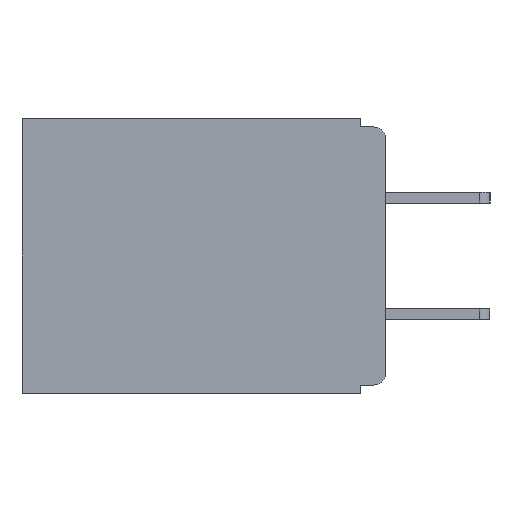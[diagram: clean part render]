
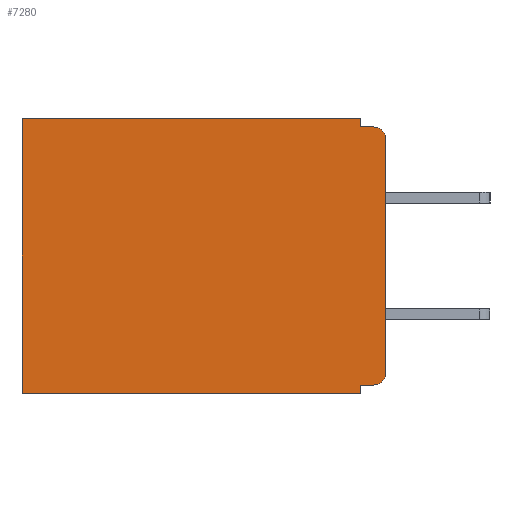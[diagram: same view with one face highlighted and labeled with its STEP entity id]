
A CAD part, left-side view. The second image highlights one B-rep face of the part: STEP entity #7280.
In plain terms, the highlighted planar face has unit normal (-1, 0, 0).
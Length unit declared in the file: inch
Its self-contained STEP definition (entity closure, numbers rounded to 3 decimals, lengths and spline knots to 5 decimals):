
#326 = CARTESIAN_POINT ( 'NONE',  ( 0.3, 0.031, 0. ) ) ;
#638 = DIRECTION ( 'NONE',  ( 0., 1., 0. ) ) ;
#664 = DIRECTION ( 'NONE',  ( 0., 0., -1. ) ) ;
#1477 = EDGE_CURVE ( 'NONE', #26442, #31327, #29211, .T. ) ;
#1496 = LINE ( 'NONE', #31436, #21140 ) ;
#1888 = ORIENTED_EDGE ( 'NONE', *, *, #16031, .F. ) ;
#2274 = LINE ( 'NONE', #15149, #28820 ) ;
#2501 = VECTOR ( 'NONE', #31545, 39.37008 ) ;
#3886 = DIRECTION ( 'NONE',  ( 1., 0., 0. ) ) ;
#4918 = DIRECTION ( 'NONE',  ( 0., 1., 0. ) ) ;
#5486 = ORIENTED_EDGE ( 'NONE', *, *, #5881, .F. ) ;
#5487 = LINE ( 'NONE', #9610, #18306 ) ;
#5537 = EDGE_CURVE ( 'NONE', #26442, #12389, #11941, .T. ) ;
#5703 = ORIENTED_EDGE ( 'NONE', *, *, #23136, .F. ) ;
#5881 = EDGE_CURVE ( 'NONE', #27241, #9869, #1496, .T. ) ;
#6205 = EDGE_CURVE ( 'NONE', #10418, #29322, #5487, .T. ) ;
#6319 = PLANE ( 'NONE',  #14418 ) ;
#7022 = CARTESIAN_POINT ( 'NONE',  ( 0.3, 0., -0.305 ) ) ;
#7280 = ADVANCED_FACE ( 'NONE', ( #31521 ), #6319, .F. ) ;
#7853 = VECTOR ( 'NONE', #29441, 39.37008 ) ;
#8760 = CARTESIAN_POINT ( 'NONE',  ( 0.3, 0.015, -0.305 ) ) ;
#9523 = LINE ( 'NONE', #30470, #10299 ) ;
#9610 = CARTESIAN_POINT ( 'NONE',  ( 0.3, 0., -0.33 ) ) ;
#9869 = VERTEX_POINT ( 'NONE', #13281 ) ;
#10299 = VECTOR ( 'NONE', #33024, 39.37008 ) ;
#10418 = VERTEX_POINT ( 'NONE', #26290 ) ;
#11309 = DIRECTION ( 'NONE',  ( 0., 0., -1. ) ) ;
#11430 = EDGE_LOOP ( 'NONE', ( #11908, #18705, #1888, #5703, #21828, #17821, #13846, #22765, #5486, #14235 ) ) ;
#11458 = CARTESIAN_POINT ( 'NONE',  ( 0.3, 0., -0.33 ) ) ;
#11908 = ORIENTED_EDGE ( 'NONE', *, *, #1477, .F. ) ;
#11941 = CIRCLE ( 'NONE', #23617, 0.015 ) ;
#12077 = EDGE_CURVE ( 'NONE', #26160, #29322, #9523, .T. ) ;
#12136 = CARTESIAN_POINT ( 'NONE',  ( 0.3, 0.015, -0.025 ) ) ;
#12389 = VERTEX_POINT ( 'NONE', #21429 ) ;
#12516 = CARTESIAN_POINT ( 'NONE',  ( 0.3, 0., 0. ) ) ;
#13281 = CARTESIAN_POINT ( 'NONE',  ( 0.3, 0.031, -0.32 ) ) ;
#13558 = CARTESIAN_POINT ( 'NONE',  ( 0.3, 0.031, -0.33 ) ) ;
#13846 = ORIENTED_EDGE ( 'NONE', *, *, #6205, .F. ) ;
#13850 = CARTESIAN_POINT ( 'NONE',  ( 0.3, 0.437, 0. ) ) ;
#14235 = ORIENTED_EDGE ( 'NONE', *, *, #15470, .T. ) ;
#14418 = AXIS2_PLACEMENT_3D ( 'NONE', #11458, #3886, #21790 ) ;
#14700 = DIRECTION ( 'NONE',  ( 0., 0., -1. ) ) ;
#15149 = CARTESIAN_POINT ( 'NONE',  ( 0.3, 0., -0.01 ) ) ;
#15470 = EDGE_CURVE ( 'NONE', #27241, #31327, #25192, .T. ) ;
#16031 = EDGE_CURVE ( 'NONE', #29805, #12389, #2274, .T. ) ;
#16772 = VECTOR ( 'NONE', #664, 39.37008 ) ;
#17721 = DIRECTION ( 'NONE',  ( 0., -1., 0. ) ) ;
#17761 = VECTOR ( 'NONE', #4918, 39.37008 ) ;
#17821 = ORIENTED_EDGE ( 'NONE', *, *, #12077, .T. ) ;
#18306 = VECTOR ( 'NONE', #19942, 39.37008 ) ;
#18705 = ORIENTED_EDGE ( 'NONE', *, *, #5537, .T. ) ;
#18872 = AXIS2_PLACEMENT_3D ( 'NONE', #8760, #26745, #11309 ) ;
#19417 = LINE ( 'NONE', #12516, #17761 ) ;
#19602 = CARTESIAN_POINT ( 'NONE',  ( 0.3, 0., -0.33 ) ) ;
#19942 = DIRECTION ( 'NONE',  ( 0., 1., 0. ) ) ;
#21140 = VECTOR ( 'NONE', #638, 39.37008 ) ;
#21429 = CARTESIAN_POINT ( 'NONE',  ( 0.3, 0.015, -0.01 ) ) ;
#21790 = DIRECTION ( 'NONE',  ( 0., 0., -1. ) ) ;
#21828 = ORIENTED_EDGE ( 'NONE', *, *, #25931, .T. ) ;
#22765 = ORIENTED_EDGE ( 'NONE', *, *, #27303, .F. ) ;
#22953 = LINE ( 'NONE', #13558, #2501 ) ;
#23136 = EDGE_CURVE ( 'NONE', #24750, #29805, #30483, .T. ) ;
#23617 = AXIS2_PLACEMENT_3D ( 'NONE', #12136, #30144, #14700 ) ;
#24429 = CARTESIAN_POINT ( 'NONE',  ( 0.3, 0.437, -0.33 ) ) ;
#24750 = VERTEX_POINT ( 'NONE', #326 ) ;
#25192 = CIRCLE ( 'NONE', #18872, 0.015 ) ;
#25931 = EDGE_CURVE ( 'NONE', #24750, #26160, #19417, .T. ) ;
#26156 = CARTESIAN_POINT ( 'NONE',  ( 0.3, 0.015, -0.32 ) ) ;
#26160 = VERTEX_POINT ( 'NONE', #13850 ) ;
#26290 = CARTESIAN_POINT ( 'NONE',  ( 0.3, 0.031, -0.33 ) ) ;
#26306 = CARTESIAN_POINT ( 'NONE',  ( 0.3, 0.031, 0. ) ) ;
#26442 = VERTEX_POINT ( 'NONE', #30388 ) ;
#26745 = DIRECTION ( 'NONE',  ( -1., 0., 0. ) ) ;
#27241 = VERTEX_POINT ( 'NONE', #26156 ) ;
#27303 = EDGE_CURVE ( 'NONE', #9869, #10418, #22953, .T. ) ;
#28820 = VECTOR ( 'NONE', #17721, 39.37008 ) ;
#29211 = LINE ( 'NONE', #19602, #7853 ) ;
#29258 = CARTESIAN_POINT ( 'NONE',  ( 0.3, 0.031, -0.01 ) ) ;
#29322 = VERTEX_POINT ( 'NONE', #24429 ) ;
#29441 = DIRECTION ( 'NONE',  ( 0., 0., -1. ) ) ;
#29805 = VERTEX_POINT ( 'NONE', #29258 ) ;
#30144 = DIRECTION ( 'NONE',  ( -1., 0., 0. ) ) ;
#30388 = CARTESIAN_POINT ( 'NONE',  ( 0.3, 0., -0.025 ) ) ;
#30470 = CARTESIAN_POINT ( 'NONE',  ( 0.3, 0.437, -0.33 ) ) ;
#30483 = LINE ( 'NONE', #26306, #16772 ) ;
#31327 = VERTEX_POINT ( 'NONE', #7022 ) ;
#31436 = CARTESIAN_POINT ( 'NONE',  ( 0.3, 0., -0.32 ) ) ;
#31521 = FACE_OUTER_BOUND ( 'NONE', #11430, .T. ) ;
#31545 = DIRECTION ( 'NONE',  ( 0., 0., -1. ) ) ;
#33024 = DIRECTION ( 'NONE',  ( 0., 0., -1. ) ) ;
